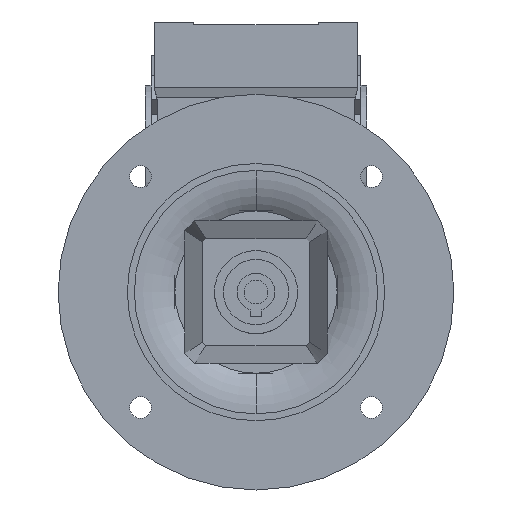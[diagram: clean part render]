
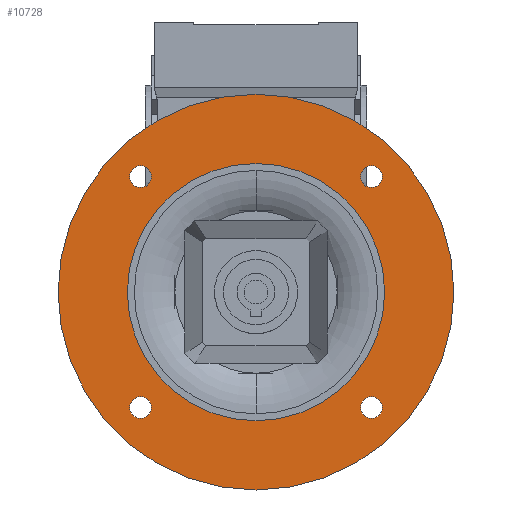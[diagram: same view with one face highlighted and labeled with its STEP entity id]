
A CAD part, front view. The second image highlights one B-rep face of the part: STEP entity #10728.
In plain terms, the highlighted planar face has unit normal (0, -1, 0).
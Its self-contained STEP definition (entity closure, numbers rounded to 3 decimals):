
#3730=CARTESIAN_POINT('',(0.,-72.,-64.5));
#3731=DIRECTION('',(0.,-1.,0.));
#3732=DIRECTION('',(0.,0.,-1.));
#3733=AXIS2_PLACEMENT_3D('',#3730,#3731,#3732);
#3735=CARTESIAN_POINT('',(0.,-72.,-64.5));
#3736=DIRECTION('',(0.,1.,0.));
#3737=DIRECTION('',(0.,0.,-1.));
#3738=AXIS2_PLACEMENT_3D('',#3735,#3736,#3737);
#3740=CARTESIAN_POINT('',(-58.336,-72.,-122.836));
#3741=DIRECTION('',(0.,-1.,0.));
#3742=DIRECTION('',(-1.,0.,0.));
#3743=AXIS2_PLACEMENT_3D('',#3740,#3741,#3742);
#3745=CARTESIAN_POINT('',(-58.336,-72.,-122.836));
#3746=DIRECTION('',(0.,-1.,0.));
#3747=DIRECTION('',(1.,0.,0.));
#3748=AXIS2_PLACEMENT_3D('',#3745,#3746,#3747);
#3750=CARTESIAN_POINT('',(58.336,-72.,-6.164));
#3751=DIRECTION('',(0.,-1.,0.));
#3752=DIRECTION('',(-1.,0.,0.));
#3753=AXIS2_PLACEMENT_3D('',#3750,#3751,#3752);
#3755=CARTESIAN_POINT('',(58.336,-72.,-6.164));
#3756=DIRECTION('',(0.,-1.,0.));
#3757=DIRECTION('',(1.,0.,0.));
#3758=AXIS2_PLACEMENT_3D('',#3755,#3756,#3757);
#3760=CARTESIAN_POINT('',(58.336,-72.,-122.836));
#3761=DIRECTION('',(0.,-1.,0.));
#3762=DIRECTION('',(-1.,0.,0.));
#3763=AXIS2_PLACEMENT_3D('',#3760,#3761,#3762);
#3765=CARTESIAN_POINT('',(58.336,-72.,-122.836));
#3766=DIRECTION('',(0.,-1.,0.));
#3767=DIRECTION('',(1.,0.,0.));
#3768=AXIS2_PLACEMENT_3D('',#3765,#3766,#3767);
#3770=CARTESIAN_POINT('',(-58.336,-72.,-6.164));
#3771=DIRECTION('',(0.,-1.,0.));
#3772=DIRECTION('',(-1.,0.,0.));
#3773=AXIS2_PLACEMENT_3D('',#3770,#3771,#3772);
#3775=CARTESIAN_POINT('',(-58.336,-72.,-6.164));
#3776=DIRECTION('',(0.,-1.,0.));
#3777=DIRECTION('',(1.,0.,0.));
#3778=AXIS2_PLACEMENT_3D('',#3775,#3776,#3777);
#3784=CARTESIAN_POINT('',(0.,-72.,-64.5));
#3785=DIRECTION('',(0.,1.,0.));
#3786=DIRECTION('',(0.,0.,-1.));
#3787=AXIS2_PLACEMENT_3D('',#3784,#3785,#3786);
#3793=CARTESIAN_POINT('',(0.,-72.,-64.5));
#3794=DIRECTION('',(0.,-1.,0.));
#3795=DIRECTION('',(0.,0.,-1.));
#3796=AXIS2_PLACEMENT_3D('',#3793,#3794,#3795);
#5261=CARTESIAN_POINT('',(0.,-72.,-164.5));
#5263=VERTEX_POINT('',#5261);
#5264=CARTESIAN_POINT('',(0.,-72.,-129.5));
#5266=VERTEX_POINT('',#5264);
#5269=CARTESIAN_POINT('',(0.,-72.,35.5));
#5271=VERTEX_POINT('',#5269);
#5272=CARTESIAN_POINT('',(0.,-72.,0.5));
#5274=VERTEX_POINT('',#5272);
#5354=CARTESIAN_POINT('',(-63.836,-72.,-122.836));
#5355=CARTESIAN_POINT('',(-52.836,-72.,-122.836));
#5356=VERTEX_POINT('',#5354);
#5357=VERTEX_POINT('',#5355);
#5358=CARTESIAN_POINT('',(52.836,-72.,-6.164));
#5359=CARTESIAN_POINT('',(63.836,-72.,-6.164));
#5360=VERTEX_POINT('',#5358);
#5361=VERTEX_POINT('',#5359);
#5362=CARTESIAN_POINT('',(52.836,-72.,-122.836));
#5363=CARTESIAN_POINT('',(63.836,-72.,-122.836));
#5364=VERTEX_POINT('',#5362);
#5365=VERTEX_POINT('',#5363);
#5366=CARTESIAN_POINT('',(-63.836,-72.,-6.164));
#5367=CARTESIAN_POINT('',(-52.836,-72.,-6.164));
#5368=VERTEX_POINT('',#5366);
#5369=VERTEX_POINT('',#5367);
#10689=CARTESIAN_POINT('',(0.,-72.,-64.5));
#10690=DIRECTION('',(0.,-1.,0.));
#10691=DIRECTION('',(0.,0.,-1.));
#10692=AXIS2_PLACEMENT_3D('',#10689,#10690,#10691);
#10693=PLANE('',#10692);
#10694=ORIENTED_EDGE('',*,*,#10682,.F.);
#10695=ORIENTED_EDGE('',*,*,#10671,.T.);
#10696=EDGE_LOOP('',(#10694,#10695));
#10697=FACE_OUTER_BOUND('',#10696,.F.);
#10699=ORIENTED_EDGE('',*,*,#10698,.F.);
#10701=ORIENTED_EDGE('',*,*,#10700,.T.);
#10702=EDGE_LOOP('',(#10699,#10701));
#10703=FACE_BOUND('',#10702,.F.);
#10705=ORIENTED_EDGE('',*,*,#10704,.T.);
#10707=ORIENTED_EDGE('',*,*,#10706,.T.);
#10708=EDGE_LOOP('',(#10705,#10707));
#10709=FACE_BOUND('',#10708,.F.);
#10711=ORIENTED_EDGE('',*,*,#10710,.T.);
#10713=ORIENTED_EDGE('',*,*,#10712,.T.);
#10714=EDGE_LOOP('',(#10711,#10713));
#10715=FACE_BOUND('',#10714,.F.);
#10717=ORIENTED_EDGE('',*,*,#10716,.T.);
#10719=ORIENTED_EDGE('',*,*,#10718,.T.);
#10720=EDGE_LOOP('',(#10717,#10719));
#10721=FACE_BOUND('',#10720,.F.);
#10723=ORIENTED_EDGE('',*,*,#10722,.T.);
#10725=ORIENTED_EDGE('',*,*,#10724,.T.);
#10726=EDGE_LOOP('',(#10723,#10725));
#10727=FACE_BOUND('',#10726,.F.);
#3734=CIRCLE('',#3733,100.);
#3739=CIRCLE('',#3738,100.);
#3744=CIRCLE('',#3743,5.5);
#3749=CIRCLE('',#3748,5.5);
#3754=CIRCLE('',#3753,5.5);
#3759=CIRCLE('',#3758,5.5);
#3764=CIRCLE('',#3763,5.5);
#3769=CIRCLE('',#3768,5.5);
#3774=CIRCLE('',#3773,5.5);
#3779=CIRCLE('',#3778,5.5);
#3788=CIRCLE('',#3787,65.);
#3797=CIRCLE('',#3796,65.);
#10671=EDGE_CURVE('',#5263,#5271,#3739,.T.);
#10682=EDGE_CURVE('',#5263,#5271,#3734,.T.);
#10698=EDGE_CURVE('',#5266,#5274,#3788,.T.);
#10700=EDGE_CURVE('',#5266,#5274,#3797,.T.);
#10704=EDGE_CURVE('',#5356,#5357,#3744,.T.);
#10706=EDGE_CURVE('',#5357,#5356,#3749,.T.);
#10710=EDGE_CURVE('',#5360,#5361,#3754,.T.);
#10712=EDGE_CURVE('',#5361,#5360,#3759,.T.);
#10716=EDGE_CURVE('',#5364,#5365,#3764,.T.);
#10718=EDGE_CURVE('',#5365,#5364,#3769,.T.);
#10722=EDGE_CURVE('',#5368,#5369,#3774,.T.);
#10724=EDGE_CURVE('',#5369,#5368,#3779,.T.);
#10728=ADVANCED_FACE('',(#10697,#10703,#10709,#10715,#10721,#10727),#10693,.T.);
